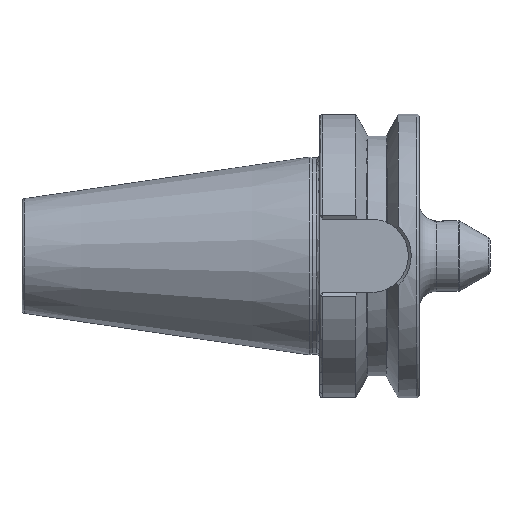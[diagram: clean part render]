
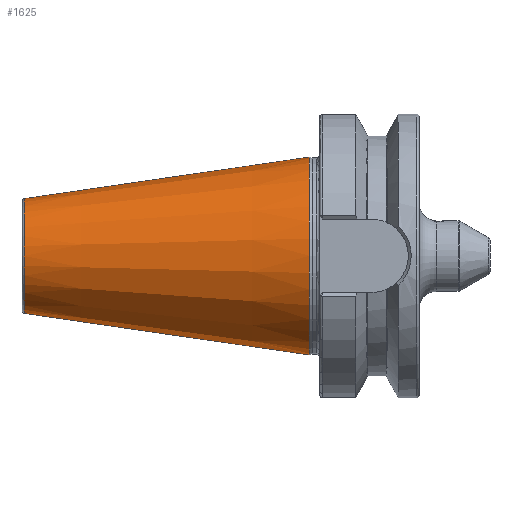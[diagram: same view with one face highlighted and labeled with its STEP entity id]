
A CAD part, top view. The second image highlights one B-rep face of the part: STEP entity #1625.
In plain terms, the highlighted conical face has half-angle 8.298 degrees and reference radius 27.519 mm.
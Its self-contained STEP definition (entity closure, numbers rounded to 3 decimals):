
#37=CARTESIAN_POINT('',(-100.944,0.,0.));
#38=DIRECTION('',(1.,0.,0.));
#39=DIRECTION('',(0.,1.,0.));
#40=AXIS2_PLACEMENT_3D('',#37,#38,#39);
#42=CARTESIAN_POINT('',(-0.619,0.,0.));
#43=DIRECTION('',(1.,0.,0.));
#44=DIRECTION('',(0.,1.,0.));
#45=AXIS2_PLACEMENT_3D('',#42,#43,#44);
#47=DIRECTION('',(-0.99,-0.144,0.));
#48=VECTOR('',#47,101.387);
#49=CARTESIAN_POINT('',(-0.619,34.835,0.));
#50=LINE('',#49,#48);
#51=DIRECTION('',(-0.99,0.144,0.));
#52=VECTOR('',#51,101.387);
#53=CARTESIAN_POINT('',(-0.619,-34.835,0.));
#54=LINE('',#53,#52);
#1303=CARTESIAN_POINT('',(-100.944,20.203,0.));
#1305=VERTEX_POINT('',#1303);
#1307=CARTESIAN_POINT('',(-100.944,-20.203,0.));
#1309=VERTEX_POINT('',#1307);
#1522=CARTESIAN_POINT('',(-0.619,34.835,0.));
#1523=VERTEX_POINT('',#1522);
#1524=CARTESIAN_POINT('',(-0.619,-34.835,0.));
#1525=VERTEX_POINT('',#1524);
#1611=CARTESIAN_POINT('',(-50.782,0.,0.));
#1612=DIRECTION('',(1.,0.,0.));
#1613=DIRECTION('',(0.,-1.,0.));
#1614=AXIS2_PLACEMENT_3D('',#1611,#1612,#1613);
#1615=CONICAL_SURFACE('',#1614,27.519,8.298);
#1617=ORIENTED_EDGE('',*,*,#1616,.F.);
#1619=ORIENTED_EDGE('',*,*,#1618,.T.);
#1621=ORIENTED_EDGE('',*,*,#1620,.T.);
#1622=ORIENTED_EDGE('',*,*,#1604,.F.);
#1623=EDGE_LOOP('',(#1617,#1619,#1621,#1622));
#1624=FACE_OUTER_BOUND('',#1623,.F.);
#1625=ADVANCED_FACE('',(#1624),#1615,.T.);
#41=CIRCLE('',#40,20.203);
#46=CIRCLE('',#45,34.835);
#1604=EDGE_CURVE('',#1305,#1309,#41,.T.);
#1616=EDGE_CURVE('',#1523,#1305,#50,.T.);
#1618=EDGE_CURVE('',#1523,#1525,#46,.T.);
#1620=EDGE_CURVE('',#1525,#1309,#54,.T.);
